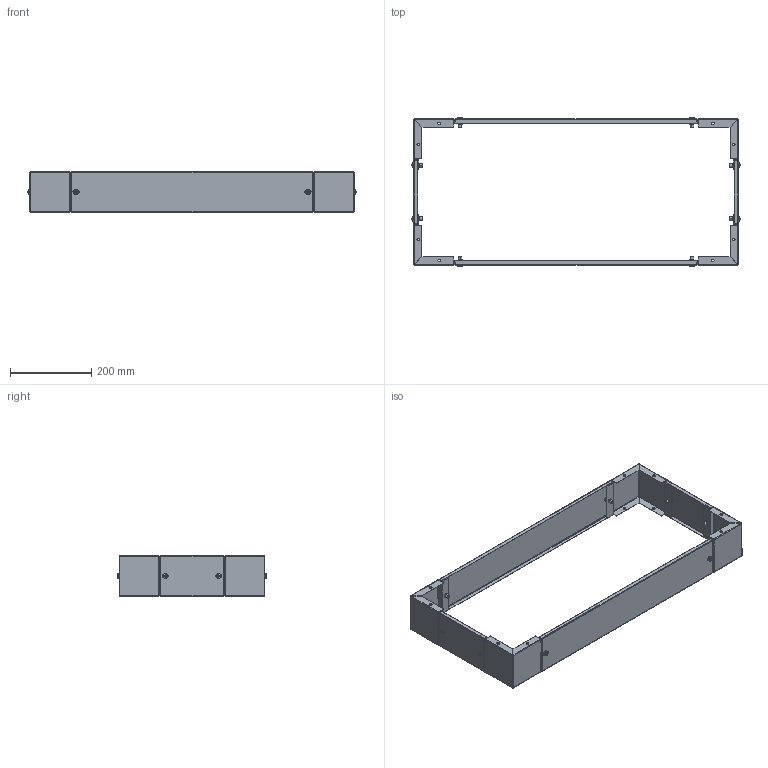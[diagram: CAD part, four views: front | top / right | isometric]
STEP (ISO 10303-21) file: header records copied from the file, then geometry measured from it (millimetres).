
FILE_DESCRIPTION (( 'STEP AP203' ), '1' );
FILE_NAME ('Öîêîëü â ñáîðå 100õ800õ400.STEP', '2020-12-25T12:56:12', ( '' ), ( '' ), 'SwSTEP 2.0', 'SolidWorks 2019', '' );
FILE_SCHEMA (( 'CONFIG_CONTROL_DESIGN' ));
Length unit declared in the file: millimetre
Products named in the file (10): Ïàíåëü ìàëàÿ; Óãîë â ñáîðå; 赶鎀; Öîêîëü â ñáîðå 100õ800õ400; pan head cross recess screw_din_ISO 7045 - M6 x 20 - Z --- 20N; Çàêëåïêà ãàå÷íàÿ Ì6; Ïàíåëü áîëüøàÿ
Assembly tree (28 placements, depth 3):
  Öîêîëü â ñáîðå 100õ800õ400
    Óãîë â ñáîðå
      赶鎀
      Çàêëåïêà ãàå÷íàÿ Ì6  x2
    Óãîë â ñáîðå
      赶鎀
      Çàêëåïêà ãàå÷íàÿ Ì6  x2
    Óãîë â ñáîðå
      赶鎀
      Çàêëåïêà ãàå÷íàÿ Ì6  x2
    Ïàíåëü ìàëàÿ  x2
    Ïàíåëü áîëüøàÿ  x2
    Óãîë â ñáîðå
      赶鎀
      Çàêëåïêà ãàå÷íàÿ Ì6  x2
    pan head cross recess screw_din_ISO 7045 - M6 x 20 - Z --- 20N  x8
Bounding box: 808.97 x 368.97 x 100 mm (x, y, z)
Volume: 261980.3 mm3; surface area: 643534 mm2
Topology: 24 solids, 24 shells, 1024 faces, 2256 edges, 1288 vertices
Faces by surface type: plane 504, cylinder 280, cone 112, torus 64, bspline 48, sphere 16
Entity records: 9184 total; most frequent: CARTESIAN_POINT 2312, DIRECTION 1142, ORIENTED_EDGE 1052, EDGE_CURVE 526, AXIS2_PLACEMENT_3D 407, VECTOR 328, LINE 328, VERTEX_POINT 297
